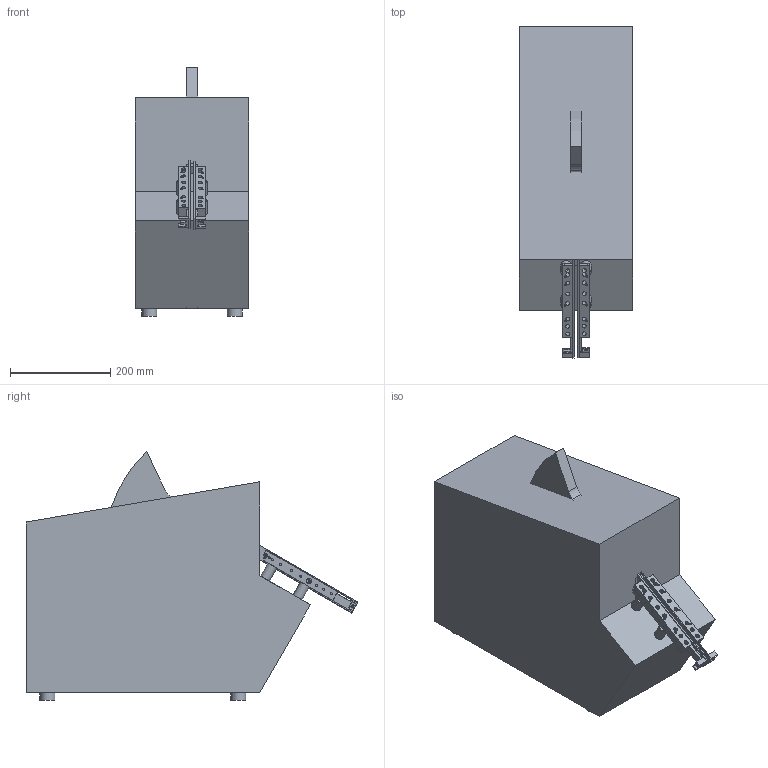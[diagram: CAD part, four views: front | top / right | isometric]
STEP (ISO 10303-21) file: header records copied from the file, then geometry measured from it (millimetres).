
FILE_DESCRIPTION( ( 'Unknown' ), '1' );
FILE_NAME( 'SG3H-Bibl.stp', 'Unknown', ( 'Unknown' ), ( 'Unknown' ), 'PSStep 15.0.49', 'Unknown', ' ' );
FILE_SCHEMA( ( 'AUTOMOTIVE_DESIGN { 1 0 10303 214 1 1 1 1 }' ) );
Length unit declared in the file: millimetre
Products named in the file (6): Assem1; SG3-Bibl; SGXX-013-L; SGXX-013-R; Segment BG3-Bibl; SGXH-02
Assembly tree (6 placements, depth 2):
  Assem1
    SG3-Bibl
    SGXX-013-L
    SGXX-013-R
    Segment BG3-Bibl
    SGXH-02  x2
Bounding box: 225 x 660.56 x 495 mm (x, y, z)
Volume: 44709218 mm3; surface area: 1072133.3 mm2
Topology: 6 solids, 6 shells, 171 faces, 476 edges, 330 vertices
Faces by surface type: plane 88, cylinder 83
Full cylindrical faces by diameter (mm): 3.3 x17, 4.2 x16, 4.4 x6, 4.917 x4, 8.2 x16, 10 x2, 20 x4, 30 x4
Entity records: 6721 total; most frequent: CARTESIAN_POINT 1680, DIRECTION 785, ORIENTED_EDGE 666, EDGE_LOOP 345, EDGE_CURVE 333, AXIS2_PLACEMENT_3D 303, VERTEX_POINT 266, FACE_OUTER_BOUND 224
